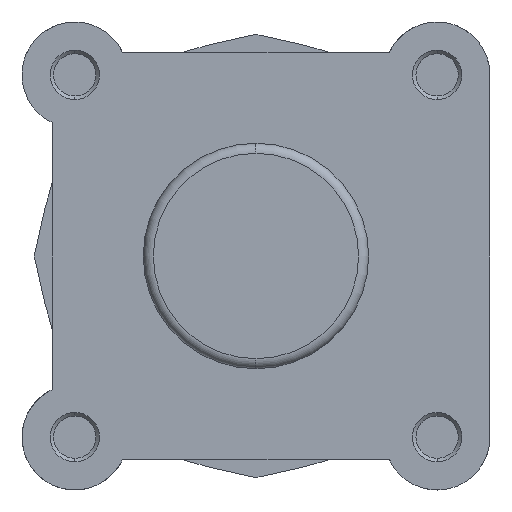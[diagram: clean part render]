
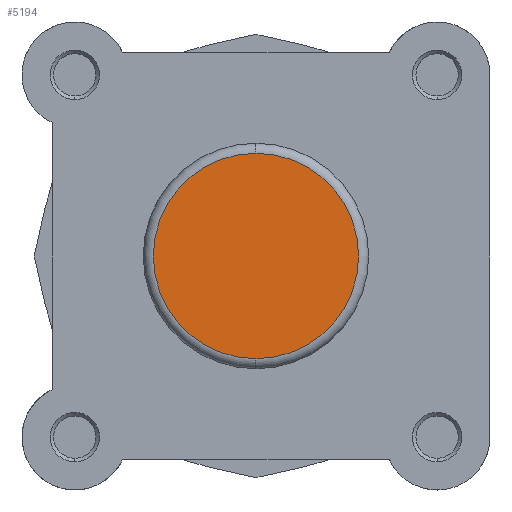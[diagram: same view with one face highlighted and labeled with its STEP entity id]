
A CAD part, left-side view. The second image highlights one B-rep face of the part: STEP entity #5194.
In plain terms, the highlighted planar face has unit normal (-1, 0, 0).
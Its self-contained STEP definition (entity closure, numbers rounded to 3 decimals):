
#644 = VERTEX_POINT ( 'NONE', #910 ) ;
#660 = VERTEX_POINT ( 'NONE', #926 ) ;
#910 = CARTESIAN_POINT ( 'NONE',  ( 0., 0., 20.4 ) ) ;
#926 = CARTESIAN_POINT ( 'NONE',  ( 0., 0., -20.4 ) ) ;
#1530 = CARTESIAN_POINT ( 'NONE',  ( 0., 0., 0. ) ) ;
#1531 = PLANE ( 'NONE',  #3608 ) ;
#1533 = DIRECTION ( 'NONE',  ( 1., 0., 0. ) ) ;
#1534 = DIRECTION ( 'NONE',  ( 0., 0., -1. ) ) ;
#1891 = ORIENTED_EDGE ( 'NONE', *, *, #5474, .T. ) ;
#2241 = ORIENTED_EDGE ( 'NONE', *, *, #5569, .T. ) ;
#2648 = EDGE_LOOP ( 'NONE', ( #2241, #1891 ) ) ;
#2951 = FACE_OUTER_BOUND ( 'NONE', #2648, .T. ) ;
#3213 = CIRCLE ( 'NONE', #3735, 20.4 ) ;
#3346 = CIRCLE ( 'NONE', #3794, 20.4 ) ;
#3608 = AXIS2_PLACEMENT_3D ( 'NONE', #1530, #1533, #1534 ) ;
#3735 = AXIS2_PLACEMENT_3D ( 'NONE', #4064, #4065, #4066 ) ;
#3794 = AXIS2_PLACEMENT_3D ( 'NONE', #4311, #4313, #4314 ) ;
#4064 = CARTESIAN_POINT ( 'NONE',  ( 0., 0., 0. ) ) ;
#4065 = DIRECTION ( 'NONE',  ( -1., 0., 0. ) ) ;
#4066 = DIRECTION ( 'NONE',  ( 0., 0., -1. ) ) ;
#4311 = CARTESIAN_POINT ( 'NONE',  ( 0., 0., 0. ) ) ;
#4313 = DIRECTION ( 'NONE',  ( -1., 0., 0. ) ) ;
#4314 = DIRECTION ( 'NONE',  ( 0., 0., -1. ) ) ;
#5194 = ADVANCED_FACE ( 'NONE', ( #2951 ), #1531, .F. ) ;
#5474 = EDGE_CURVE ( 'NONE', #644, #660, #3213, .T. ) ;
#5569 = EDGE_CURVE ( 'NONE', #660, #644, #3346, .T. ) ;
